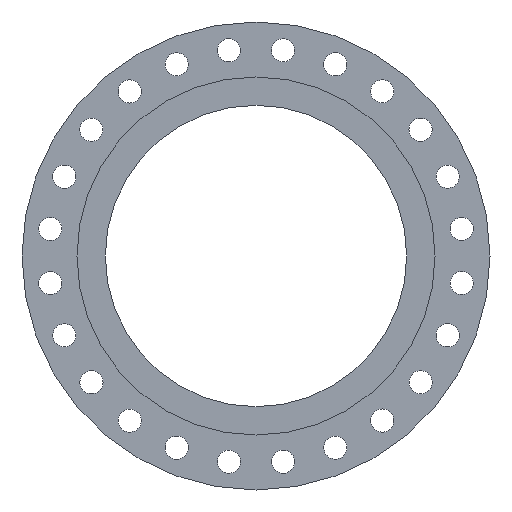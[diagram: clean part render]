
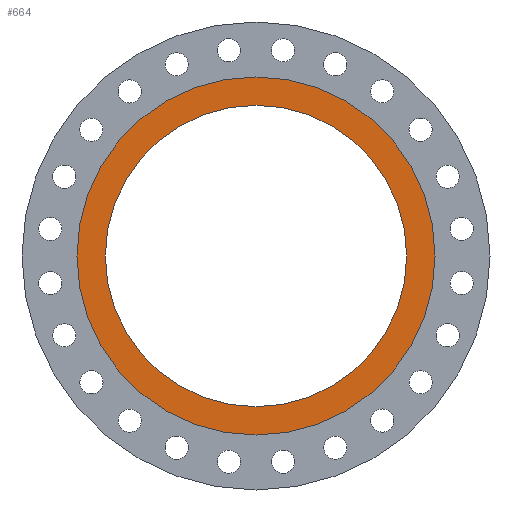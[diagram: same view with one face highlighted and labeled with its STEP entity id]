
A CAD part, front view. The second image highlights one B-rep face of the part: STEP entity #664.
In plain terms, the highlighted planar face has unit normal (0, -1, 0).
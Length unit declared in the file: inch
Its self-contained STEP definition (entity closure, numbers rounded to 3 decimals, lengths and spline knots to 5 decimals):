
#15=FACE_BOUND('',#130,.T.);
#66=PLANE('',#769);
#97=FACE_OUTER_BOUND('',#129,.T.);
#129=EDGE_LOOP('',(#545));
#130=EDGE_LOOP('',(#546));
#294=CIRCLE('',#768,10.625);
#295=CIRCLE('',#770,12.625);
#350=VERTEX_POINT('',#1139);
#351=VERTEX_POINT('',#1143);
#432=EDGE_CURVE('',#350,#350,#294,.T.);
#433=EDGE_CURVE('',#351,#351,#295,.T.);
#545=ORIENTED_EDGE('',*,*,#433,.F.);
#546=ORIENTED_EDGE('',*,*,#432,.T.);
#664=ADVANCED_FACE('',(#97,#15),#66,.T.);
#768=AXIS2_PLACEMENT_3D('',#1141,#960,#961);
#769=AXIS2_PLACEMENT_3D('',#1142,#962,#963);
#770=AXIS2_PLACEMENT_3D('',#1144,#964,#965);
#960=DIRECTION('center_axis',(0.,1.,0.));
#961=DIRECTION('ref_axis',(1.,0.,0.));
#962=DIRECTION('center_axis',(0.,-1.,0.));
#963=DIRECTION('ref_axis',(0.,0.,-1.));
#964=DIRECTION('center_axis',(0.,1.,0.));
#965=DIRECTION('ref_axis',(1.,0.,0.));
#1139=CARTESIAN_POINT('',(10.625,0.,0.));
#1141=CARTESIAN_POINT('Origin',(0.,0.,0.));
#1142=CARTESIAN_POINT('Origin',(-12.625,0.,0.));
#1143=CARTESIAN_POINT('',(12.625,0.,0.));
#1144=CARTESIAN_POINT('Origin',(0.,0.,0.));
